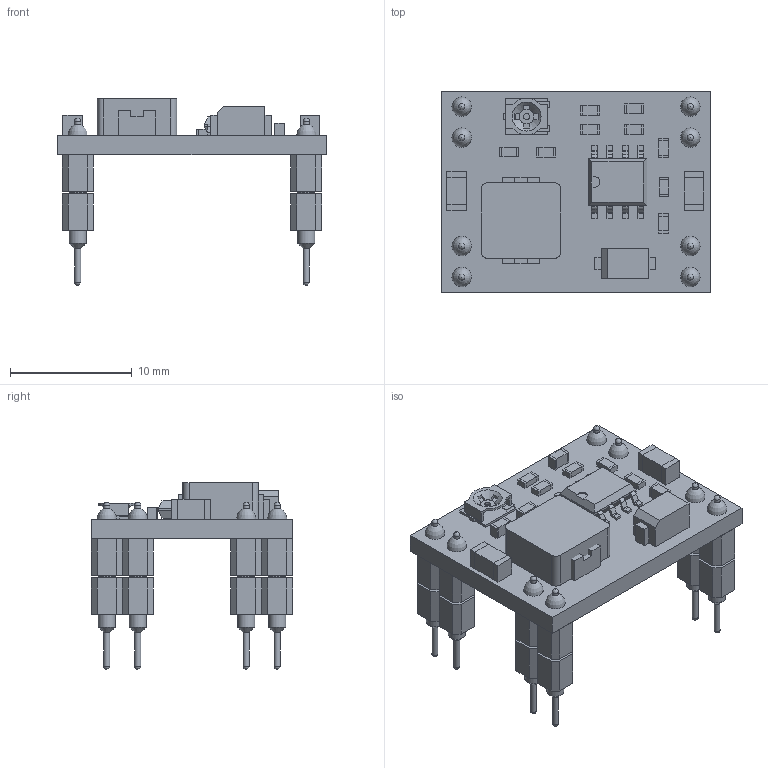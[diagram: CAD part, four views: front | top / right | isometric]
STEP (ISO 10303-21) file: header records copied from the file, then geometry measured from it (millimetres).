
FILE_DESCRIPTION(('FreeCAD Model'),'2;1');
FILE_NAME('Open CASCADE Shape Model','2022-02-12T20:16:57',('Author'),( ''),'Open CASCADE STEP processor 7.5','FreeCAD','Unknown');
FILE_SCHEMA(('AUTOMOTIVE_DESIGN { 1 0 10303 214 1 1 1 1 }'));
Length unit declared in the file: millimetre
Products named in the file (25): MP1584EN_DC_DC; SOP-8L_001; 1x2 Male Header_001; 1x2 Male Header_002; 1x2 Male Header_003; 1x2 Male Header_004; 1x2 Female Header_001; 1x2 Female Header_002; 1x2 Female Header_003; 1x2 Female Header_004; Inductor_001; Body_001; 1206 Capacitor_001; 1206 Capacitor_002; 0603 Capacitor_001; 0603 Capacitor_002; 0603 Capacitor_003; 0603 Capacitor_004; 0603 Resistor_001; 0603 Resistor_002; 0603 Resistor_003; 0603 Resistor_004; 0603 Resistor_005; Diode_001; Trim Pot_001
Assembly tree (24 placements, depth 2):
  MP1584EN_DC_DC
    SOP-8L_001
    1x2 Male Header_001
    1x2 Male Header_002
    1x2 Male Header_003
    1x2 Male Header_004
    1x2 Female Header_001
    1x2 Female Header_002
    1x2 Female Header_003
    1x2 Female Header_004
    Inductor_001
    Body_001
    1206 Capacitor_001
    1206 Capacitor_002
    0603 Capacitor_001
    0603 Capacitor_002
    0603 Capacitor_003
    0603 Capacitor_004
    0603 Resistor_001
    0603 Resistor_002
    0603 Resistor_003
    0603 Resistor_004
    0603 Resistor_005
    Diode_001
    Trim Pot_001
Bounding box: 22 x 16.51 x 15.3 mm (x, y, z)
Volume: 1133.7 mm3; surface area: 2762.8 mm2
Topology: 89 solids, 89 shells, 741 faces, 1683 edges, 1090 vertices
Faces by surface type: plane 546, cylinder 129, cone 34, sphere 24, revolution 8
Full cylindrical faces by diameter (mm): 0.5 x41, 0.9 x8, 1.4 x32, 2.5 x1
Entity records: 47930 total; most frequent: CARTESIAN_POINT 7785, DIRECTION 6562, LINE 4240, VECTOR 4240, ORIENTED_EDGE 3302, PCURVE 3302, DEFINITIONAL_REPRESENTATION 3302, EDGE_CURVE 1651
